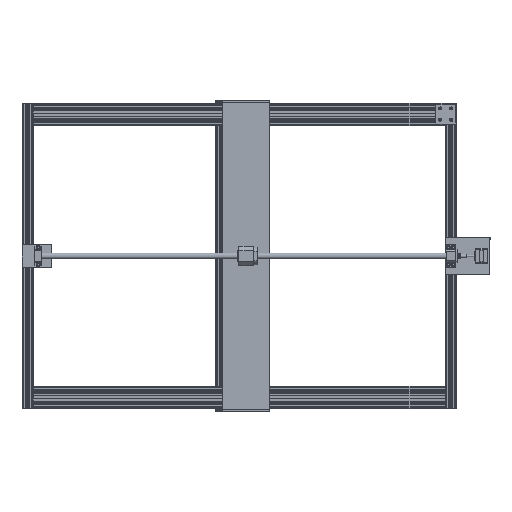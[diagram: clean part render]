
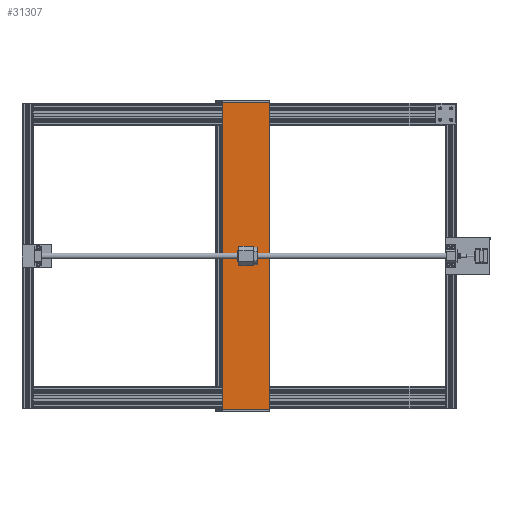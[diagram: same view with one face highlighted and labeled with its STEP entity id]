
A CAD part, front view. The second image highlights one B-rep face of the part: STEP entity #31307.
In plain terms, the highlighted planar face has unit normal (0, -1, 0).
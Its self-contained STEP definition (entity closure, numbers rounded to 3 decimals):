
#2706=FACE_OUTER_BOUND('',#4468,.T.);
#4468=EDGE_LOOP('',(#24045,#24046,#24047,#24048));
#7039=LINE('',#49210,#9871);
#7042=LINE('',#49216,#9874);
#7045=LINE('',#49222,#9877);
#7048=LINE('',#49226,#9880);
#9871=VECTOR('',#39552,10.);
#9874=VECTOR('',#39557,10.);
#9877=VECTOR('',#39562,10.);
#9880=VECTOR('',#39567,10.);
#14182=VERTEX_POINT('',#49207);
#14183=VERTEX_POINT('',#49209);
#14185=VERTEX_POINT('',#49215);
#14187=VERTEX_POINT('',#49221);
#17772=EDGE_CURVE('',#14183,#14182,#7039,.T.);
#17775=EDGE_CURVE('',#14185,#14183,#7042,.T.);
#17778=EDGE_CURVE('',#14187,#14185,#7045,.T.);
#17781=EDGE_CURVE('',#14182,#14187,#7048,.T.);
#24045=ORIENTED_EDGE('',*,*,#17781,.T.);
#24046=ORIENTED_EDGE('',*,*,#17778,.T.);
#24047=ORIENTED_EDGE('',*,*,#17775,.T.);
#24048=ORIENTED_EDGE('',*,*,#17772,.T.);
#30188=PLANE('',#33899);
#31307=ADVANCED_FACE('',(#2706),#30188,.T.);
#33899=AXIS2_PLACEMENT_3D('',#49227,#39568,#39569);
#39552=DIRECTION('',(-1.,0.,0.));
#39557=DIRECTION('',(0.,0.,1.));
#39562=DIRECTION('',(1.,0.,0.));
#39567=DIRECTION('',(0.,0.,-1.));
#39568=DIRECTION('center_axis',(0.,-1.,0.));
#39569=DIRECTION('ref_axis',(0.,0.,-1.));
#49207=CARTESIAN_POINT('',(-9.167,-4.75,409.517));
#49209=CARTESIAN_POINT('',(116.433,-4.75,409.517));
#49210=CARTESIAN_POINT('',(-9.167,-4.75,409.517));
#49215=CARTESIAN_POINT('',(116.433,-4.75,-409.517));
#49216=CARTESIAN_POINT('',(116.433,-4.75,409.517));
#49221=CARTESIAN_POINT('',(-9.167,-4.75,-409.517));
#49222=CARTESIAN_POINT('',(-9.167,-4.75,-409.517));
#49226=CARTESIAN_POINT('',(-9.167,-4.75,409.517));
#49227=CARTESIAN_POINT('Origin',(53.633,-4.75,0.));
